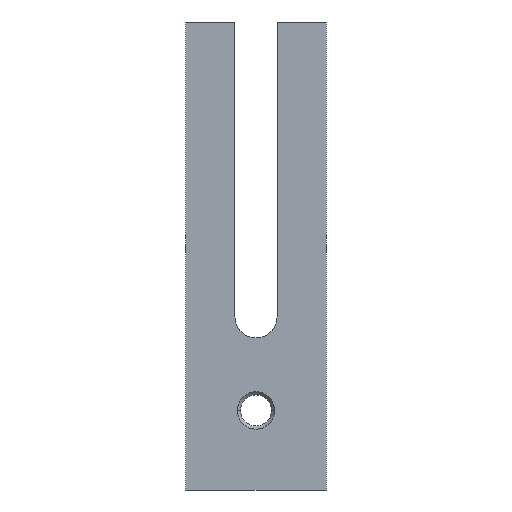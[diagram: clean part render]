
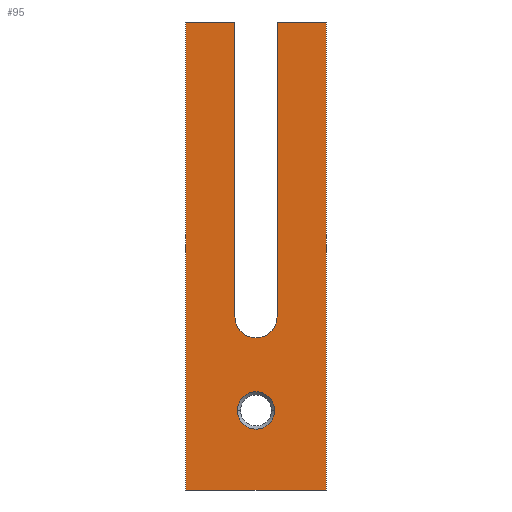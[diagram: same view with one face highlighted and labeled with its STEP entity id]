
A CAD part, front view. The second image highlights one B-rep face of the part: STEP entity #95.
In plain terms, the highlighted planar face has unit normal (0, -1, 0).
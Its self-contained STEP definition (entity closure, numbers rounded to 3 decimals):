
#95=ADVANCED_FACE('',(#138,#139),#140,.F.);
#138=FACE_BOUND('',#182,.T.);
#139=FACE_OUTER_BOUND('',#183,.T.);
#140=PLANE('',#184);
#182=EDGE_LOOP('',(#340,#341));
#183=EDGE_LOOP('',(#342,#343,#344,#345,#346,#347,#348,#349,#350));
#184=AXIS2_PLACEMENT_3D('',#351,#352,#353);
#340=ORIENTED_EDGE('',*,*,#394,.T.);
#341=ORIENTED_EDGE('',*,*,#359,.T.);
#342=ORIENTED_EDGE('',*,*,#406,.F.);
#343=ORIENTED_EDGE('',*,*,#396,.F.);
#344=ORIENTED_EDGE('',*,*,#398,.F.);
#345=ORIENTED_EDGE('',*,*,#390,.F.);
#346=ORIENTED_EDGE('',*,*,#400,.F.);
#347=ORIENTED_EDGE('',*,*,#401,.T.);
#348=ORIENTED_EDGE('',*,*,#357,.T.);
#349=ORIENTED_EDGE('',*,*,#403,.F.);
#350=ORIENTED_EDGE('',*,*,#405,.F.);
#351=CARTESIAN_POINT('',(0.,0.,37.246));
#352=DIRECTION('',(0.,1.0,0.));
#353=DIRECTION('',(0.,0.0,1.0));
#357=EDGE_CURVE('',#408,#412,#414,.T.);
#359=EDGE_CURVE('',#418,#415,#419,.T.);
#390=EDGE_CURVE('',#469,#471,#472,.T.);
#394=EDGE_CURVE('',#415,#418,#476,.T.);
#396=EDGE_CURVE('',#477,#479,#480,.T.);
#398=EDGE_CURVE('',#471,#477,#482,.T.);
#400=EDGE_CURVE('',#483,#469,#485,.T.);
#401=EDGE_CURVE('',#483,#408,#486,.T.);
#403=EDGE_CURVE('',#487,#412,#489,.T.);
#405=EDGE_CURVE('',#490,#487,#492,.T.);
#406=EDGE_CURVE('',#479,#490,#493,.T.);
#408=VERTEX_POINT('',#495);
#412=VERTEX_POINT('',#500);
#414=CIRCLE('',#503,4.5);
#415=VERTEX_POINT('',#504);
#418=VERTEX_POINT('',#508);
#419=CIRCLE('',#509,4.0);
#469=VERTEX_POINT('',#581);
#471=VERTEX_POINT('',#584);
#472=LINE('',#585,#586);
#476=CIRCLE('',#591,4.0);
#477=VERTEX_POINT('',#592);
#479=VERTEX_POINT('',#595);
#480=LINE('',#596,#597);
#482=LINE('',#600,#601);
#483=VERTEX_POINT('',#602);
#485=LINE('',#605,#606);
#486=CIRCLE('',#607,4.5);
#487=VERTEX_POINT('',#608);
#489=LINE('',#611,#612);
#490=VERTEX_POINT('',#613);
#492=LINE('',#616,#617);
#493=LINE('',#618,#619);
#495=CARTESIAN_POINT('',(0.,0.,15.5));
#500=CARTESIAN_POINT('',(-4.5,0.,20.0));
#503=AXIS2_PLACEMENT_3D('',#625,#626,#627);
#504=CARTESIAN_POINT('',(4.0,0.0,0.0));
#508=CARTESIAN_POINT('',(-4.0,0.,0.));
#509=AXIS2_PLACEMENT_3D('',#629,#630,#631);
#581=CARTESIAN_POINT('',(4.5,0.,83.0));
#584=CARTESIAN_POINT('',(15.0,0.,83.0));
#585=CARTESIAN_POINT('',(4.5,0.,83.0));
#586=VECTOR('',#676,1.0);
#591=AXIS2_PLACEMENT_3D('',#684,#685,#686);
#592=CARTESIAN_POINT('',(15.0,0.,-17.0));
#595=CARTESIAN_POINT('',(-15.0,0.0,-17.0));
#596=CARTESIAN_POINT('',(15.0,0.,-17.0));
#597=VECTOR('',#688,1.0);
#600=CARTESIAN_POINT('',(15.0,0.,83.0));
#601=VECTOR('',#690,1.0);
#602=CARTESIAN_POINT('',(4.5,0.,20.0));
#605=CARTESIAN_POINT('',(4.5,0.,20.0));
#606=VECTOR('',#692,1.0);
#607=AXIS2_PLACEMENT_3D('',#693,#694,#695);
#608=CARTESIAN_POINT('',(-4.5,0.,83.0));
#611=CARTESIAN_POINT('',(-4.5,0.,83.0));
#612=VECTOR('',#697,1.0);
#613=CARTESIAN_POINT('',(-15.0,0.0,83.0));
#616=CARTESIAN_POINT('',(-15.0,0.0,83.0));
#617=VECTOR('',#699,1.0);
#618=CARTESIAN_POINT('',(-15.0,0.0,-17.0));
#619=VECTOR('',#700,1.0);
#625=CARTESIAN_POINT('',(0.,0.,20.0));
#626=DIRECTION('',(0.,1.0,0.));
#627=DIRECTION('',(0.,0.0,1.0));
#629=CARTESIAN_POINT('',(0.,0.,0.0));
#630=DIRECTION('',(0.,1.0,0.));
#631=DIRECTION('',(1.0,0.,0.0));
#676=DIRECTION('',(1.0,0.,0.0));
#684=CARTESIAN_POINT('',(0.,0.,0.0));
#685=DIRECTION('',(0.,1.0,0.));
#686=DIRECTION('',(1.0,0.,0.0));
#688=DIRECTION('',(-1.0,0.,0.));
#690=DIRECTION('',(0.,0.0,-1.0));
#692=DIRECTION('',(0.,0.0,1.0));
#693=CARTESIAN_POINT('',(0.,0.,20.0));
#694=DIRECTION('',(0.,1.0,0.));
#695=DIRECTION('',(0.,0.0,1.0));
#697=DIRECTION('',(0.,0.,-1.0));
#699=DIRECTION('',(1.0,0.,0.0));
#700=DIRECTION('',(0.,0.0,1.0));
